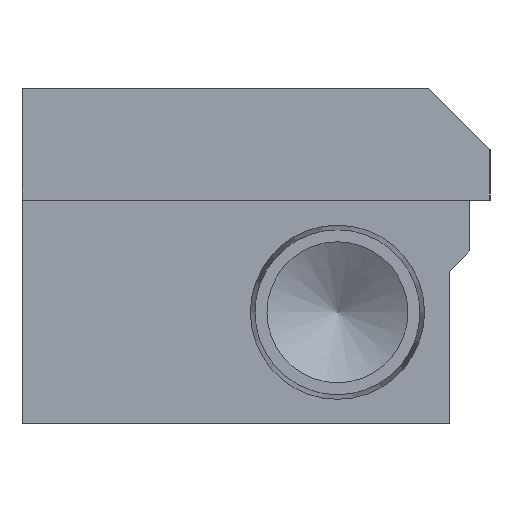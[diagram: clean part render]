
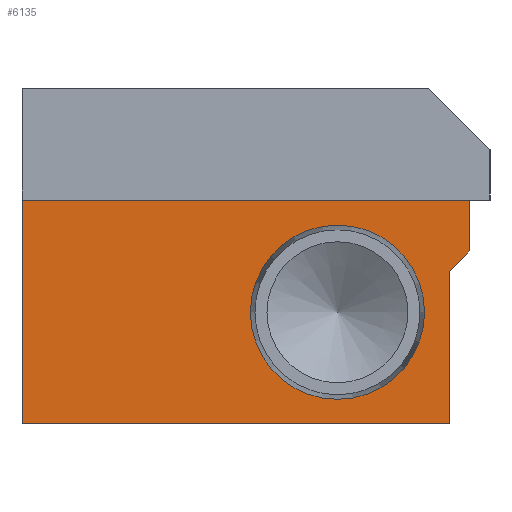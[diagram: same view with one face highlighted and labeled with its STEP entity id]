
A CAD part, left-side view. The second image highlights one B-rep face of the part: STEP entity #6135.
In plain terms, the highlighted planar face has unit normal (-1, 0, 0).
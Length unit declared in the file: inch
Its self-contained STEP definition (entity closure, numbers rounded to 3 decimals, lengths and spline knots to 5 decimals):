
#5456=CARTESIAN_POINT('',(-48.49994,-18.80068,-0.6875));
#5457=VERTEX_POINT('',#5456);
#5474=CARTESIAN_POINT('',(-48.49994,-20.11268,-0.6875));
#5475=VERTEX_POINT('',#5474);
#5482=CARTESIAN_POINT('',(-48.49994,-20.11268,-0.6875));
#5483=DIRECTION('',(0.0,1.0,0.0));
#5484=VECTOR('',#5483,1.312);
#5485=LINE('',#5482,#5484);
#5486=EDGE_CURVE('',#5475,#5457,#5485,.T.);
#6034=CARTESIAN_POINT('',(-48.49994,-19.50217,-0.3445));
#6035=VERTEX_POINT('',#6034);
#6036=CARTESIAN_POINT('',(-48.49994,-19.76968,-0.3445));
#6037=DIRECTION('',(1.0,0.0,0.0));
#6038=DIRECTION('',(0.0,1.0,0.0));
#6039=AXIS2_PLACEMENT_3D('',#6036,#6037,#6038);
#6040=CIRCLE('',#6039,0.26751);
#6041=EDGE_CURVE('',#6035,#6035,#6040,.T.);
#6086=CARTESIAN_POINT('',(-48.49994,-19.63593,-0.3445));
#6087=DIRECTION('',(-1.0,0.0,0.0));
#6088=DIRECTION('',(0.0,0.0,1.0));
#6089=AXIS2_PLACEMENT_3D('',#6086,#6087,#6088);
#6090=PLANE('',#6089);
#6091=CARTESIAN_POINT('',(-48.49994,-20.17568,0.0));
#6092=VERTEX_POINT('',#6091);
#6093=CARTESIAN_POINT('',(-48.49994,-20.17568,-0.15625));
#6094=VERTEX_POINT('',#6093);
#6095=CARTESIAN_POINT('',(-48.49994,-20.17568,0.0));
#6096=DIRECTION('',(0.0,0.0,-1.0));
#6097=VECTOR('',#6096,0.15625);
#6098=LINE('',#6095,#6097);
#6099=EDGE_CURVE('',#6092,#6094,#6098,.T.);
#6100=ORIENTED_EDGE('',*,*,#6099,.F.);
#6101=CARTESIAN_POINT('',(-48.49994,-18.80068,0.0));
#6102=VERTEX_POINT('',#6101);
#6103=CARTESIAN_POINT('',(-48.49994,-18.80068,0.0));
#6104=DIRECTION('',(0.0,-1.0,0.0));
#6105=VECTOR('',#6104,1.375);
#6106=LINE('',#6103,#6105);
#6107=EDGE_CURVE('',#6102,#6092,#6106,.T.);
#6108=ORIENTED_EDGE('',*,*,#6107,.F.);
#6109=CARTESIAN_POINT('',(-48.49994,-18.80068,-0.6875));
#6110=DIRECTION('',(0.0,0.0,1.0));
#6111=VECTOR('',#6110,0.6875);
#6112=LINE('',#6109,#6111);
#6113=EDGE_CURVE('',#5457,#6102,#6112,.T.);
#6114=ORIENTED_EDGE('',*,*,#6113,.F.);
#6115=ORIENTED_EDGE('',*,*,#5486,.F.);
#6116=CARTESIAN_POINT('',(-48.49994,-20.11268,-0.21925));
#6117=VERTEX_POINT('',#6116);
#6118=CARTESIAN_POINT('',(-48.49994,-20.11268,-0.21925));
#6119=DIRECTION('',(0.0,0.0,-1.0));
#6120=VECTOR('',#6119,0.46825);
#6121=LINE('',#6118,#6120);
#6122=EDGE_CURVE('',#6117,#5475,#6121,.T.);
#6123=ORIENTED_EDGE('',*,*,#6122,.F.);
#6124=CARTESIAN_POINT('',(-48.49994,-20.17568,-0.15625));
#6125=DIRECTION('',(0.0,0.707,-0.707));
#6126=VECTOR('',#6125,0.0891);
#6127=LINE('',#6124,#6126);
#6128=EDGE_CURVE('',#6094,#6117,#6127,.T.);
#6129=ORIENTED_EDGE('',*,*,#6128,.F.);
#6130=EDGE_LOOP('',(#6100,#6108,#6114,#6115,#6123,#6129));
#6131=FACE_OUTER_BOUND('',#6130,.T.);
#6132=ORIENTED_EDGE('',*,*,#6041,.T.);
#6133=EDGE_LOOP('',(#6132));
#6134=FACE_BOUND('',#6133,.T.);
#6135=ADVANCED_FACE('',(#6131,#6134),#6090,.T.);
